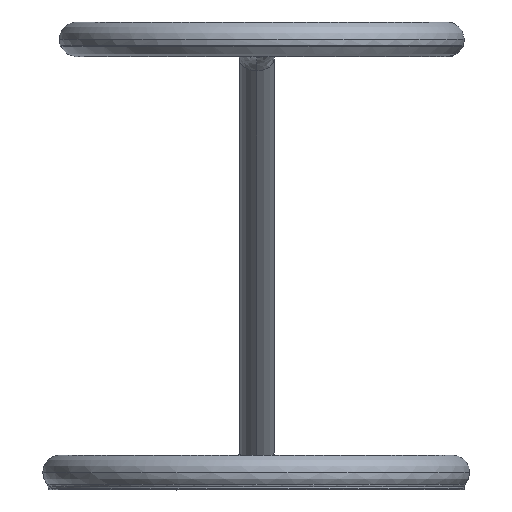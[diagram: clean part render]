
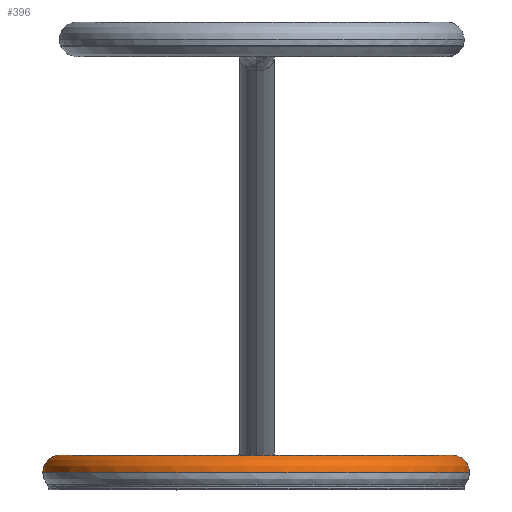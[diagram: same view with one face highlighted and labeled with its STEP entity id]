
A CAD part, left-side view. The second image highlights one B-rep face of the part: STEP entity #396.
In plain terms, the highlighted free-form (B-spline) face has degree [2, 2] with [9, 5] control points.
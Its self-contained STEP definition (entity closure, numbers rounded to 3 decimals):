
#396=ADVANCED_FACE('',(#797),#5752,.T.);
#797=FACE_OUTER_BOUND('',#1198,.T.);
#1198=EDGE_LOOP('',(#2302,#2303,#2304,#2305));
#2302=ORIENTED_EDGE('',*,*,#3514,.F.);
#2303=ORIENTED_EDGE('',*,*,#3536,.T.);
#2304=ORIENTED_EDGE('',*,*,#3414,.T.);
#2305=ORIENTED_EDGE('',*,*,#3638,.F.);
#3414=EDGE_CURVE('',#5126,#5127,#4214,.T.);
#3514=EDGE_CURVE('',#5181,#5238,#4740,.T.);
#3536=EDGE_CURVE('',#5181,#5126,#4756,.T.);
#3638=EDGE_CURVE('',#5238,#5127,#4817,.T.);
#4214=B_SPLINE_CURVE_WITH_KNOTS('',3,(#13094,#13095,#13096,#13097,#13098,
#13099,#13100,#13101,#13102,#13103),.UNSPECIFIED.,.F.,.F.,(4,2,2,2,4),(-25.777,
-19.333,-12.889,-6.444,0.),.UNSPECIFIED.);
#4740=(
BOUNDED_CURVE()
B_SPLINE_CURVE(2,(#13793,#13794,#13795,#13796,#13797),.UNSPECIFIED.,.F.,
 .F.)
B_SPLINE_CURVE_WITH_KNOTS((3,2,3),(5.939,18.506,31.072),
 .UNSPECIFIED.)
CURVE()
GEOMETRIC_REPRESENTATION_ITEM()
RATIONAL_B_SPLINE_CURVE((1.,0.707,1.,0.707,1.))
REPRESENTATION_ITEM('')
);
#4756=(
BOUNDED_CURVE()
B_SPLINE_CURVE(2,(#13899,#13900,#13901,#13902,#13903,#13904,#13905,#13906,
#13907),.UNSPECIFIED.,.F.,.F.)
B_SPLINE_CURVE_WITH_KNOTS((3,2,2,2,3),(141.372,231.853,
322.335,412.816,503.298),.UNSPECIFIED.)
CURVE()
GEOMETRIC_REPRESENTATION_ITEM()
RATIONAL_B_SPLINE_CURVE((1.,0.876,1.,0.876,1.,0.876,
1.,0.876,1.))
REPRESENTATION_ITEM('')
);
#4817=(
BOUNDED_CURVE()
B_SPLINE_CURVE(2,(#14525,#14526,#14527,#14528,#14529,#14530,#14531,#14532,
#14533),.UNSPECIFIED.,.F.,.F.)
B_SPLINE_CURVE_WITH_KNOTS((3,2,2,2,3),(141.372,231.814,
322.256,412.699,503.141),.UNSPECIFIED.)
CURVE()
GEOMETRIC_REPRESENTATION_ITEM()
RATIONAL_B_SPLINE_CURVE((1.,0.876,1.,0.876,1.,0.876,
1.,0.876,1.))
REPRESENTATION_ITEM('')
);
#5126=VERTEX_POINT('',#11836);
#5127=VERTEX_POINT('',#11837);
#5181=VERTEX_POINT('',#11891);
#5238=VERTEX_POINT('',#11948);
#5752=(
BOUNDED_SURFACE()
B_SPLINE_SURFACE(2,2,((#11686,#11687,#11688,#11689,#11690),(#11691,#11692,
#11693,#11694,#11695),(#11696,#11697,#11698,#11699,#11700),(#11701,#11702,
#11703,#11704,#11705),(#11706,#11707,#11708,#11709,#11710),(#11711,#11712,
#11713,#11714,#11715),(#11716,#11717,#11718,#11719,#11720),(#11721,#11722,
#11723,#11724,#11725),(#11726,#11727,#11728,#11729,#11730)),
 .UNSPECIFIED.,.T.,.F.,.F.)
B_SPLINE_SURFACE_WITH_KNOTS((3,2,2,2,3),(3,2,3),(0.,141.372,282.743,
424.115,565.487),(0.,12.566,25.133),
 .UNSPECIFIED.)
GEOMETRIC_REPRESENTATION_ITEM()
RATIONAL_B_SPLINE_SURFACE(((1.,0.707,1.,0.707,1.),
(0.707,0.5,0.707,0.5,0.707),(1.,0.707,
1.,0.707,1.),(0.707,0.5,0.707,0.5,0.707),
(1.,0.707,1.,0.707,1.),(0.707,0.5,0.707,
0.5,0.707),(1.,0.707,1.,0.707,1.),(0.707,
0.5,0.707,0.5,0.707),(1.,0.707,1.,0.707,
1.)))
REPRESENTATION_ITEM('')
SURFACE()
);
#11686=CARTESIAN_POINT('',(340.067,0.25,-6.204));
#11687=CARTESIAN_POINT('',(340.067,0.25,1.796));
#11688=CARTESIAN_POINT('',(332.067,0.25,1.796));
#11689=CARTESIAN_POINT('',(324.067,0.25,1.796));
#11690=CARTESIAN_POINT('',(324.067,0.25,-6.204));
#11691=CARTESIAN_POINT('',(340.067,98.25,-6.204));
#11692=CARTESIAN_POINT('',(340.067,98.25,1.796));
#11693=CARTESIAN_POINT('',(332.067,90.25,1.796));
#11694=CARTESIAN_POINT('',(324.067,82.25,1.796));
#11695=CARTESIAN_POINT('',(324.067,82.25,-6.204));
#11696=CARTESIAN_POINT('',(242.067,98.25,-6.204));
#11697=CARTESIAN_POINT('',(242.067,98.25,1.796));
#11698=CARTESIAN_POINT('',(242.067,90.25,1.796));
#11699=CARTESIAN_POINT('',(242.067,82.25,1.796));
#11700=CARTESIAN_POINT('',(242.067,82.25,-6.204));
#11701=CARTESIAN_POINT('',(144.067,98.25,-6.204));
#11702=CARTESIAN_POINT('',(144.067,98.25,1.796));
#11703=CARTESIAN_POINT('',(152.067,90.25,1.796));
#11704=CARTESIAN_POINT('',(160.067,82.25,1.796));
#11705=CARTESIAN_POINT('',(160.067,82.25,-6.204));
#11706=CARTESIAN_POINT('',(144.067,0.25,-6.204));
#11707=CARTESIAN_POINT('',(144.067,0.25,1.796));
#11708=CARTESIAN_POINT('',(152.067,0.25,1.796));
#11709=CARTESIAN_POINT('',(160.067,0.25,1.796));
#11710=CARTESIAN_POINT('',(160.067,0.25,-6.204));
#11711=CARTESIAN_POINT('',(144.067,-97.75,-6.204));
#11712=CARTESIAN_POINT('',(144.067,-97.75,1.796));
#11713=CARTESIAN_POINT('',(152.067,-89.75,1.796));
#11714=CARTESIAN_POINT('',(160.067,-81.75,1.796));
#11715=CARTESIAN_POINT('',(160.067,-81.75,-6.204));
#11716=CARTESIAN_POINT('',(242.067,-97.75,-6.204));
#11717=CARTESIAN_POINT('',(242.067,-97.75,1.796));
#11718=CARTESIAN_POINT('',(242.067,-89.75,1.796));
#11719=CARTESIAN_POINT('',(242.067,-81.75,1.796));
#11720=CARTESIAN_POINT('',(242.067,-81.75,-6.204));
#11721=CARTESIAN_POINT('',(340.067,-97.75,-6.204));
#11722=CARTESIAN_POINT('',(340.067,-97.75,1.796));
#11723=CARTESIAN_POINT('',(332.067,-89.75,1.796));
#11724=CARTESIAN_POINT('',(324.067,-81.75,1.796));
#11725=CARTESIAN_POINT('',(324.067,-81.75,-6.204));
#11726=CARTESIAN_POINT('',(340.067,0.25,-6.204));
#11727=CARTESIAN_POINT('',(340.067,0.25,1.796));
#11728=CARTESIAN_POINT('',(332.067,0.25,1.796));
#11729=CARTESIAN_POINT('',(324.067,0.25,1.796));
#11730=CARTESIAN_POINT('',(324.067,0.25,-6.204));
#11836=CARTESIAN_POINT('',(317.587,-62.205,-6.204));
#11837=CARTESIAN_POINT('',(305.166,-52.118,-6.204));
#11891=CARTESIAN_POINT('',(242.067,98.25,-6.204));
#11948=CARTESIAN_POINT('',(242.067,82.25,-6.204));
#13094=CARTESIAN_POINT('',(317.587,-62.205,-6.204));
#13095=CARTESIAN_POINT('',(317.566,-62.231,-4.092));
#13096=CARTESIAN_POINT('',(316.883,-61.717,-2.037));
#13097=CARTESIAN_POINT('',(314.541,-59.874,0.943));
#13098=CARTESIAN_POINT('',(312.929,-58.582,1.796));
#13099=CARTESIAN_POINT('',(309.668,-55.932,1.796));
#13100=CARTESIAN_POINT('',(308.075,-54.621,0.946));
#13101=CARTESIAN_POINT('',(305.787,-52.704,-2.038));
#13102=CARTESIAN_POINT('',(305.146,-52.143,-4.092));
#13103=CARTESIAN_POINT('',(305.166,-52.118,-6.204));
#13793=CARTESIAN_POINT('',(242.067,98.25,-6.204));
#13794=CARTESIAN_POINT('',(242.067,98.25,1.796));
#13795=CARTESIAN_POINT('',(242.067,90.25,1.796));
#13796=CARTESIAN_POINT('',(242.067,82.25,1.796));
#13797=CARTESIAN_POINT('',(242.067,82.25,-6.204));
#13899=CARTESIAN_POINT('',(242.067,98.25,-6.204));
#13900=CARTESIAN_POINT('',(188.188,98.25,-6.204));
#13901=CARTESIAN_POINT('',(159.32,52.758,-6.204));
#13902=CARTESIAN_POINT('',(130.453,7.265,-6.204));
#13903=CARTESIAN_POINT('',(153.397,-41.484,-6.204));
#13904=CARTESIAN_POINT('',(176.341,-90.232,-6.204));
#13905=CARTESIAN_POINT('',(229.796,-96.979,-6.204));
#13906=CARTESIAN_POINT('',(283.25,-103.725,-6.204));
#13907=CARTESIAN_POINT('',(317.587,-62.205,-6.204));
#14525=CARTESIAN_POINT('',(242.067,82.25,-6.204));
#14526=CARTESIAN_POINT('',(197.008,82.25,-6.204));
#14527=CARTESIAN_POINT('',(172.849,44.215,-6.204));
#14528=CARTESIAN_POINT('',(148.69,6.18,-6.204));
#14529=CARTESIAN_POINT('',(167.843,-34.605,-6.204));
#14530=CARTESIAN_POINT('',(186.996,-75.391,-6.204));
#14531=CARTESIAN_POINT('',(231.693,-81.091,-6.204));
#14532=CARTESIAN_POINT('',(276.39,-86.791,-6.204));
#14533=CARTESIAN_POINT('',(305.166,-52.118,-6.204));
